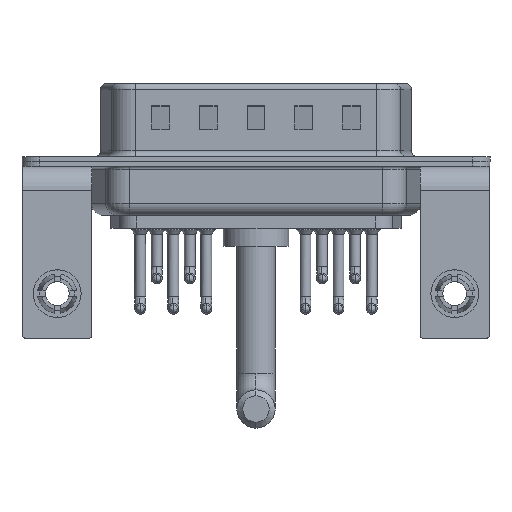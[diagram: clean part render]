
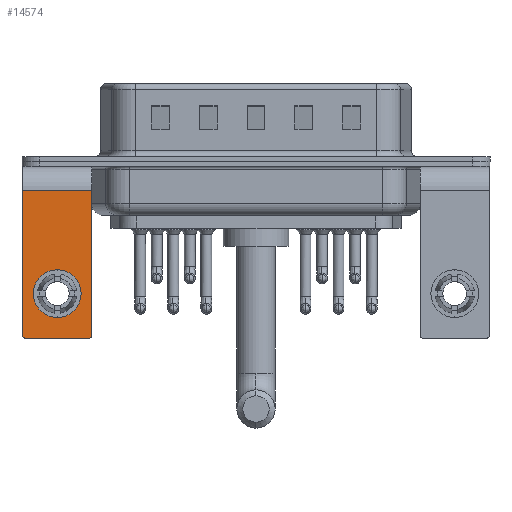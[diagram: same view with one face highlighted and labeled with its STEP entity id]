
A CAD part, front view. The second image highlights one B-rep face of the part: STEP entity #14574.
In plain terms, the highlighted planar face has unit normal (0, -1, 0).
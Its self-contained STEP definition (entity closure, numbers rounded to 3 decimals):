
#334 = ORIENTED_EDGE ( 'NONE', *, *, #22284, .F. ) ;
#671 = EDGE_CURVE ( 'NONE', #20516, #19912, #1772, .T. ) ;
#813 = CARTESIAN_POINT ( 'NONE',  ( 2.65, -6.25, -14.8 ) ) ;
#955 = VERTEX_POINT ( 'NONE', #13848 ) ;
#1295 = FACE_BOUND ( 'NONE', #13991, .T. ) ;
#1422 = CARTESIAN_POINT ( 'NONE',  ( 2.9, -6.25, -2.4 ) ) ;
#1605 = LINE ( 'NONE', #17228, #12827 ) ;
#1637 = ORIENTED_EDGE ( 'NONE', *, *, #11249, .T. ) ;
#1677 = EDGE_CURVE ( 'NONE', #12931, #11354, #9477, .T. ) ;
#1772 = CIRCLE ( 'NONE', #4996, 0.25 ) ;
#2391 = DIRECTION ( 'NONE',  ( 0., -1., 0. ) ) ;
#3118 = DIRECTION ( 'NONE',  ( 0., -1., 0. ) ) ;
#3179 = DIRECTION ( 'NONE',  ( 0., 0., 1. ) ) ;
#3386 = CARTESIAN_POINT ( 'NONE',  ( 2.9, -6.25, -2.4 ) ) ;
#3632 = DIRECTION ( 'NONE',  ( 0., 0., -1. ) ) ;
#4996 = AXIS2_PLACEMENT_3D ( 'NONE', #6692, #3118, #16624 ) ;
#5204 = DIRECTION ( 'NONE',  ( 0., 0., 1. ) ) ;
#5309 = VERTEX_POINT ( 'NONE', #10081 ) ;
#5310 = LINE ( 'NONE', #3386, #14347 ) ;
#5683 = ORIENTED_EDGE ( 'NONE', *, *, #9096, .T. ) ;
#5821 = CARTESIAN_POINT ( 'NONE',  ( 0., -6.25, -11.07 ) ) ;
#5890 = LINE ( 'NONE', #11559, #22490 ) ;
#6408 = EDGE_CURVE ( 'NONE', #12771, #955, #15281, .T. ) ;
#6484 = DIRECTION ( 'NONE',  ( -1., 0., 0. ) ) ;
#6568 = AXIS2_PLACEMENT_3D ( 'NONE', #22822, #17031, #5204 ) ;
#6692 = CARTESIAN_POINT ( 'NONE',  ( 2.65, -6.25, -14.55 ) ) ;
#7242 = FACE_OUTER_BOUND ( 'NONE', #9122, .T. ) ;
#7620 = AXIS2_PLACEMENT_3D ( 'NONE', #5821, #11366, #21190 ) ;
#8335 = CARTESIAN_POINT ( 'NONE',  ( -2.65, -6.25, -14.55 ) ) ;
#9096 = EDGE_CURVE ( 'NONE', #16665, #5309, #9979, .T. ) ;
#9122 = EDGE_LOOP ( 'NONE', ( #1637, #16237, #334, #23537, #21299, #15129 ) ) ;
#9477 = LINE ( 'NONE', #24837, #18714 ) ;
#9979 = CIRCLE ( 'NONE', #7620, 2. ) ;
#10050 = CARTESIAN_POINT ( 'NONE',  ( -2.9, -6.25, -2.4 ) ) ;
#10081 = CARTESIAN_POINT ( 'NONE',  ( 0., -6.25, -13.07 ) ) ;
#10734 = CARTESIAN_POINT ( 'NONE',  ( 2.9, -6.25, -14.55 ) ) ;
#11249 = EDGE_CURVE ( 'NONE', #11354, #12771, #1605, .T. ) ;
#11354 = VERTEX_POINT ( 'NONE', #10050 ) ;
#11366 = DIRECTION ( 'NONE',  ( 0., 1., 0. ) ) ;
#11559 = CARTESIAN_POINT ( 'NONE',  ( 2.9, -6.25, -14.8 ) ) ;
#12156 = CARTESIAN_POINT ( 'NONE',  ( -2.9, -6.25, -14.55 ) ) ;
#12192 = CIRCLE ( 'NONE', #6568, 2. ) ;
#12771 = VERTEX_POINT ( 'NONE', #12156 ) ;
#12776 = DIRECTION ( 'NONE',  ( 0., 1., 0. ) ) ;
#12827 = VECTOR ( 'NONE', #17110, 1000. ) ;
#12931 = VERTEX_POINT ( 'NONE', #16538 ) ;
#13696 = AXIS2_PLACEMENT_3D ( 'NONE', #8335, #2391, #17650 ) ;
#13848 = CARTESIAN_POINT ( 'NONE',  ( -2.65, -6.25, -14.8 ) ) ;
#13991 = EDGE_LOOP ( 'NONE', ( #17620, #5683 ) ) ;
#14347 = VECTOR ( 'NONE', #3632, 1000. ) ;
#14574 = ADVANCED_FACE ( 'NONE', ( #1295, #7242 ), #24491, .F. ) ;
#15129 = ORIENTED_EDGE ( 'NONE', *, *, #1677, .T. ) ;
#15281 = CIRCLE ( 'NONE', #13696, 0.25 ) ;
#16237 = ORIENTED_EDGE ( 'NONE', *, *, #6408, .T. ) ;
#16538 = CARTESIAN_POINT ( 'NONE',  ( 2.9, -6.25, -2.4 ) ) ;
#16624 = DIRECTION ( 'NONE',  ( 0., 0., 1. ) ) ;
#16665 = VERTEX_POINT ( 'NONE', #22642 ) ;
#16873 = EDGE_CURVE ( 'NONE', #5309, #16665, #12192, .T. ) ;
#17031 = DIRECTION ( 'NONE',  ( 0., 1., 0. ) ) ;
#17110 = DIRECTION ( 'NONE',  ( 0., 0., -1. ) ) ;
#17228 = CARTESIAN_POINT ( 'NONE',  ( -2.9, -6.25, -2.4 ) ) ;
#17620 = ORIENTED_EDGE ( 'NONE', *, *, #16873, .T. ) ;
#17650 = DIRECTION ( 'NONE',  ( 0., 0., 1. ) ) ;
#18714 = VECTOR ( 'NONE', #22953, 1000. ) ;
#19912 = VERTEX_POINT ( 'NONE', #10734 ) ;
#20516 = VERTEX_POINT ( 'NONE', #813 ) ;
#20942 = AXIS2_PLACEMENT_3D ( 'NONE', #1422, #12776, #3179 ) ;
#21190 = DIRECTION ( 'NONE',  ( 0., 0., 1. ) ) ;
#21299 = ORIENTED_EDGE ( 'NONE', *, *, #21654, .F. ) ;
#21654 = EDGE_CURVE ( 'NONE', #12931, #19912, #5310, .T. ) ;
#22284 = EDGE_CURVE ( 'NONE', #20516, #955, #5890, .T. ) ;
#22490 = VECTOR ( 'NONE', #6484, 1000. ) ;
#22642 = CARTESIAN_POINT ( 'NONE',  ( 0., -6.25, -9.07 ) ) ;
#22822 = CARTESIAN_POINT ( 'NONE',  ( 0., -6.25, -11.07 ) ) ;
#22953 = DIRECTION ( 'NONE',  ( -1., 0., 0. ) ) ;
#23537 = ORIENTED_EDGE ( 'NONE', *, *, #671, .T. ) ;
#24491 = PLANE ( 'NONE',  #20942 ) ;
#24837 = CARTESIAN_POINT ( 'NONE',  ( 2.9, -6.25, -2.4 ) ) ;
